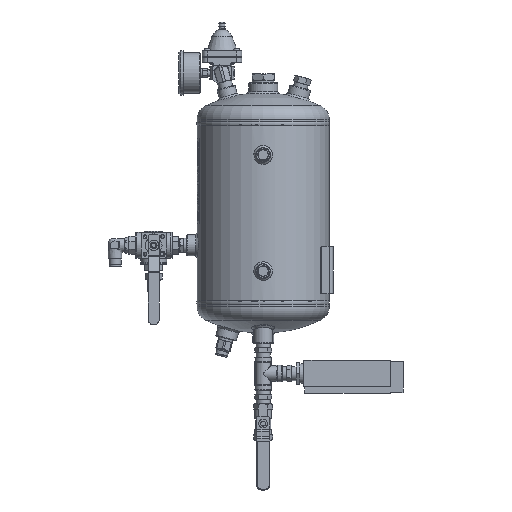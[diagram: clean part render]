
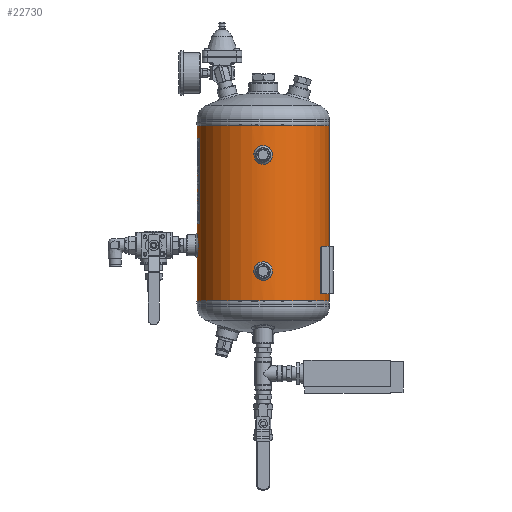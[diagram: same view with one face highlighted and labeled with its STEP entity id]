
A CAD part, front view. The second image highlights one B-rep face of the part: STEP entity #22730.
In plain terms, the highlighted cylindrical face has radius 100 mm (diameter 200 mm), a partial arc.
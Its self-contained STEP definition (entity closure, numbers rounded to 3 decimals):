
#1570=B_SPLINE_CURVE_WITH_KNOTS('',3,(#38695,#38696,#38697,#38698,#38699,
#38700,#38701,#38702,#38703,#38704,#38705,#38706,#38707,#38708,#38709,#38710,
#38711,#38712,#38713),.UNSPECIFIED.,.T.,.F.,(1,1,1,1,1,1,1,1,1,1,1,1,1,
1,1,1,1,1,1,1,1,1,1),(-0.012,-0.008,-0.004,
0.,0.004,0.008,0.012,0.016,
0.02,0.023,0.027,0.031,
0.035,0.039,0.043,0.047,
0.051,0.055,0.059,0.063,
0.066,0.07,0.074),.UNSPECIFIED.);
#1571=B_SPLINE_CURVE_WITH_KNOTS('',3,(#38715,#38716,#38717,#38718,#38719,
#38720,#38721,#38722,#38723,#38724,#38725,#38726,#38727,#38728,#38729,#38730,
#38731,#38732,#38733),.UNSPECIFIED.,.T.,.F.,(1,1,1,1,1,1,1,1,1,1,1,1,1,
1,1,1,1,1,1,1,1,1,1),(-0.012,-0.008,-0.004,
0.,0.004,0.008,0.012,
0.016,0.02,0.023,0.027,
0.031,0.035,0.039,0.043,
0.047,0.051,0.055,0.059,
0.063,0.066,0.07,0.074),
 .UNSPECIFIED.);
#1572=B_SPLINE_CURVE_WITH_KNOTS('',3,(#38735,#38736,#38737,#38738,#38739,
#38740,#38741,#38742,#38743,#38744,#38745,#38746,#38747,#38748,#38749,#38750,
#38751,#38752,#38753),.UNSPECIFIED.,.T.,.F.,(1,1,1,1,1,1,1,1,1,1,1,1,1,
1,1,1,1,1,1,1,1,1,1),(-0.018,-0.012,-0.006,
0.,0.006,0.012,0.018,0.023,
0.029,0.035,0.041,0.047,
0.053,0.059,0.065,0.07,
0.076,0.082,0.088,0.094,
0.1,0.106,0.112),.UNSPECIFIED.);
#2593=LINE('',#38755,#3742);
#2594=LINE('',#38760,#3743);
#3742=VECTOR('',#32379,1000.);
#3743=VECTOR('',#32382,1000.);
#4896=ORIENTED_EDGE('',*,*,#11362,.T.);
#4897=ORIENTED_EDGE('',*,*,#11363,.T.);
#4898=ORIENTED_EDGE('',*,*,#11364,.T.);
#4899=ORIENTED_EDGE('',*,*,#11365,.T.);
#4900=ORIENTED_EDGE('',*,*,#11366,.T.);
#4901=ORIENTED_EDGE('',*,*,#11367,.F.);
#4902=ORIENTED_EDGE('',*,*,#11368,.F.);
#11362=EDGE_CURVE('',#14595,#14595,#1570,.T.);
#11363=EDGE_CURVE('',#14596,#14596,#1571,.T.);
#11364=EDGE_CURVE('',#14597,#14597,#1572,.T.);
#11365=EDGE_CURVE('',#14598,#14599,#2593,.T.);
#11366=EDGE_CURVE('',#14599,#14600,#16852,.T.);
#11367=EDGE_CURVE('',#14601,#14600,#2594,.T.);
#11368=EDGE_CURVE('',#14598,#14601,#16853,.T.);
#14595=VERTEX_POINT('',#38714);
#14596=VERTEX_POINT('',#38734);
#14597=VERTEX_POINT('',#38754);
#14598=VERTEX_POINT('',#38756);
#14599=VERTEX_POINT('',#38757);
#14600=VERTEX_POINT('',#38759);
#14601=VERTEX_POINT('',#38761);
#16852=CIRCLE('',#29818,100.);
#16853=CIRCLE('',#29819,100.);
#17896=EDGE_LOOP('',(#4896));
#17897=EDGE_LOOP('',(#4897));
#17898=EDGE_LOOP('',(#4898));
#17899=EDGE_LOOP('',(#4899,#4900,#4901,#4902));
#20122=FACE_BOUND('',#17896,.T.);
#20123=FACE_BOUND('',#17897,.T.);
#20124=FACE_BOUND('',#17898,.T.);
#20125=FACE_BOUND('',#17899,.T.);
#22352=CYLINDRICAL_SURFACE('',#29817,100.);
#22730=ADVANCED_FACE('',(#20122,#20123,#20124,#20125),#22352,.T.);
#29817=AXIS2_PLACEMENT_3D('',#38694,#32377,#32378);
#29818=AXIS2_PLACEMENT_3D('',#38758,#32380,#32381);
#29819=AXIS2_PLACEMENT_3D('',#38762,#32383,#32384);
#32377=DIRECTION('',(0.,-1.,0.));
#32378=DIRECTION('',(0.,0.,-1.));
#32379=DIRECTION('',(0.,-1.,0.));
#32380=DIRECTION('',(0.,1.,0.));
#32381=DIRECTION('',(1.,0.,0.));
#32382=DIRECTION('',(0.,-1.,0.));
#32383=DIRECTION('',(0.,1.,0.));
#32384=DIRECTION('',(1.,0.,0.));
#38694=CARTESIAN_POINT('',(0.,265.,0.));
#38695=CARTESIAN_POINT('',(-9.473,48.444,-99.554));
#38696=CARTESIAN_POINT('',(-10.262,44.497,-99.471));
#38697=CARTESIAN_POINT('',(-9.477,40.569,-99.553));
#38698=CARTESIAN_POINT('',(-7.254,37.244,-99.75));
#38699=CARTESIAN_POINT('',(-3.93,35.023,-99.946));
#38700=CARTESIAN_POINT('',(-0.006,34.24,-100.027));
#38701=CARTESIAN_POINT('',(3.922,35.019,-99.946));
#38702=CARTESIAN_POINT('',(7.252,37.242,-99.75));
#38703=CARTESIAN_POINT('',(9.478,40.57,-99.553));
#38704=CARTESIAN_POINT('',(10.26,44.496,-99.472));
#38705=CARTESIAN_POINT('',(9.481,48.422,-99.553));
#38706=CARTESIAN_POINT('',(7.262,51.747,-99.749));
#38707=CARTESIAN_POINT('',(3.94,53.974,-99.945));
#38708=CARTESIAN_POINT('',(0.01,54.761,-100.027));
#38709=CARTESIAN_POINT('',(-3.923,53.981,-99.946));
#38710=CARTESIAN_POINT('',(-7.249,51.759,-99.75));
#38711=CARTESIAN_POINT('',(-9.473,48.444,-99.554));
#38712=CARTESIAN_POINT('',(-10.262,44.497,-99.471));
#38713=CARTESIAN_POINT('',(-9.477,40.569,-99.553));
#38714=CARTESIAN_POINT('',(-10.,44.5,-99.499));
#38715=CARTESIAN_POINT('',(3.944,229.973,-99.945));
#38716=CARTESIAN_POINT('',(-0.003,230.762,-100.027));
#38717=CARTESIAN_POINT('',(-3.931,229.977,-99.946));
#38718=CARTESIAN_POINT('',(-7.256,227.754,-99.75));
#38719=CARTESIAN_POINT('',(-9.477,224.43,-99.553));
#38720=CARTESIAN_POINT('',(-10.26,220.506,-99.472));
#38721=CARTESIAN_POINT('',(-9.481,216.578,-99.553));
#38722=CARTESIAN_POINT('',(-7.258,213.248,-99.75));
#38723=CARTESIAN_POINT('',(-3.93,211.022,-99.946));
#38724=CARTESIAN_POINT('',(-0.004,210.24,-100.027));
#38725=CARTESIAN_POINT('',(3.922,211.019,-99.946));
#38726=CARTESIAN_POINT('',(7.247,213.238,-99.75));
#38727=CARTESIAN_POINT('',(9.474,216.56,-99.554));
#38728=CARTESIAN_POINT('',(10.261,220.49,-99.471));
#38729=CARTESIAN_POINT('',(9.481,224.423,-99.553));
#38730=CARTESIAN_POINT('',(7.259,227.749,-99.749));
#38731=CARTESIAN_POINT('',(3.944,229.973,-99.945));
#38732=CARTESIAN_POINT('',(-0.003,230.762,-100.027));
#38733=CARTESIAN_POINT('',(-3.931,229.977,-99.946));
#38734=CARTESIAN_POINT('',(0.,230.5,-100.));
#38735=CARTESIAN_POINT('',(-98.994,187.429,14.208));
#38736=CARTESIAN_POINT('',(-98.806,181.503,15.395));
#38737=CARTESIAN_POINT('',(-98.993,175.608,14.214));
#38738=CARTESIAN_POINT('',(-99.436,170.625,10.88));
#38739=CARTESIAN_POINT('',(-99.878,167.295,5.9));
#38740=CARTESIAN_POINT('',(-100.061,166.117,0.009));
#38741=CARTESIAN_POINT('',(-99.879,167.288,-5.887));
#38742=CARTESIAN_POINT('',(-99.437,170.623,-10.879));
#38743=CARTESIAN_POINT('',(-98.992,175.61,-14.215));
#38744=CARTESIAN_POINT('',(-98.807,181.503,-15.391));
#38745=CARTESIAN_POINT('',(-98.992,187.396,-14.219));
#38746=CARTESIAN_POINT('',(-99.435,192.379,-10.892));
#38747=CARTESIAN_POINT('',(-99.877,195.718,-5.914));
#38748=CARTESIAN_POINT('',(-100.061,196.901,-0.013));
#38749=CARTESIAN_POINT('',(-99.878,195.728,5.889));
#38750=CARTESIAN_POINT('',(-99.437,192.395,10.874));
#38751=CARTESIAN_POINT('',(-98.994,187.429,14.208));
#38752=CARTESIAN_POINT('',(-98.806,181.503,15.395));
#38753=CARTESIAN_POINT('',(-98.993,175.608,14.214));
#38754=CARTESIAN_POINT('',(-98.869,181.508,15.));
#38755=CARTESIAN_POINT('',(0.254,265.,100.));
#38756=CARTESIAN_POINT('',(0.254,265.,100.));
#38757=CARTESIAN_POINT('',(0.254,0.,100.));
#38758=CARTESIAN_POINT('',(0.,0.,0.));
#38759=CARTESIAN_POINT('',(-0.254,0.,100.));
#38760=CARTESIAN_POINT('',(-0.254,265.,100.));
#38761=CARTESIAN_POINT('',(-0.254,265.,100.));
#38762=CARTESIAN_POINT('',(0.,265.,0.));
